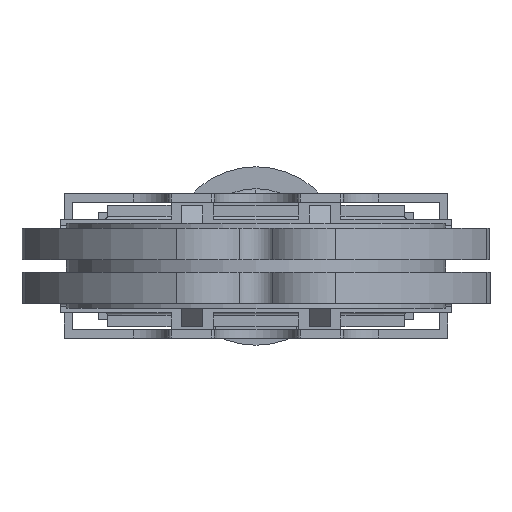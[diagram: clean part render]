
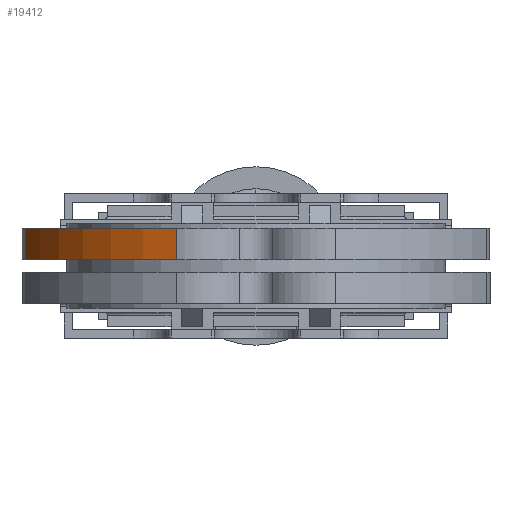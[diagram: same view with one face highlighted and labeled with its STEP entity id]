
A CAD part, front view. The second image highlights one B-rep face of the part: STEP entity #19412.
In plain terms, the highlighted cylindrical face has radius 172.5 mm (diameter 345 mm), a partial arc.
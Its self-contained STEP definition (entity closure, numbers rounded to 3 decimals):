
#1617 = CARTESIAN_POINT ( 'NONE',  ( 0., 0., 0. ) ) ;
#2226 = AXIS2_PLACEMENT_3D ( 'NONE', #11678, #30038, #15601 ) ;
#3225 = CYLINDRICAL_SURFACE ( 'NONE', #2226, 172.5 ) ;
#3321 = DIRECTION ( 'NONE',  ( 0., 0., -1. ) ) ;
#4082 = ORIENTED_EDGE ( 'NONE', *, *, #17141, .T. ) ;
#5274 = ORIENTED_EDGE ( 'NONE', *, *, #18070, .F. ) ;
#6283 = VECTOR ( 'NONE', #3321, 1000. ) ;
#8282 = CIRCLE ( 'NONE', #34130, 172.5 ) ;
#10829 = FACE_OUTER_BOUND ( 'NONE', #35823, .T. ) ;
#11678 = CARTESIAN_POINT ( 'NONE',  ( 0., 0., 22. ) ) ;
#14461 = LINE ( 'NONE', #47945, #6283 ) ;
#14882 = ORIENTED_EDGE ( 'NONE', *, *, #23757, .F. ) ;
#15601 = DIRECTION ( 'NONE',  ( -1., 0., 0. ) ) ;
#15770 = CIRCLE ( 'NONE', #32119, 172.5 ) ;
#17112 = CARTESIAN_POINT ( 'NONE',  ( -163.102, -56.161, 22. ) ) ;
#17141 = EDGE_CURVE ( 'NONE', #27633, #20151, #24982, .T. ) ;
#18070 = EDGE_CURVE ( 'NONE', #42966, #31405, #14461, .T. ) ;
#19412 = ADVANCED_FACE ( 'NONE', ( #10829 ), #3225, .T. ) ;
#20087 = DIRECTION ( 'NONE',  ( 0., 0., 1. ) ) ;
#20151 = VERTEX_POINT ( 'NONE', #38102 ) ;
#21755 = DIRECTION ( 'NONE',  ( 0., 0., 1. ) ) ;
#23757 = EDGE_CURVE ( 'NONE', #27633, #42966, #15770, .T. ) ;
#23980 = DIRECTION ( 'NONE',  ( 1., 0., 0. ) ) ;
#24982 = LINE ( 'NONE', #17112, #45938 ) ;
#26973 = CARTESIAN_POINT ( 'NONE',  ( -56.161, -163.102, 0. ) ) ;
#27633 = VERTEX_POINT ( 'NONE', #40835 ) ;
#30038 = DIRECTION ( 'NONE',  ( 0., 0., -1. ) ) ;
#31405 = VERTEX_POINT ( 'NONE', #26973 ) ;
#31837 = DIRECTION ( 'NONE',  ( 0., 0., -1. ) ) ;
#32119 = AXIS2_PLACEMENT_3D ( 'NONE', #40267, #21755, #44000 ) ;
#32407 = ORIENTED_EDGE ( 'NONE', *, *, #35557, .T. ) ;
#34130 = AXIS2_PLACEMENT_3D ( 'NONE', #1617, #20087, #23980 ) ;
#35557 = EDGE_CURVE ( 'NONE', #20151, #31405, #8282, .T. ) ;
#35823 = EDGE_LOOP ( 'NONE', ( #32407, #5274, #14882, #4082 ) ) ;
#38102 = CARTESIAN_POINT ( 'NONE',  ( -163.102, -56.161, 0. ) ) ;
#40267 = CARTESIAN_POINT ( 'NONE',  ( 0., 0., 22. ) ) ;
#40835 = CARTESIAN_POINT ( 'NONE',  ( -163.102, -56.161, 22. ) ) ;
#42966 = VERTEX_POINT ( 'NONE', #45472 ) ;
#44000 = DIRECTION ( 'NONE',  ( 1., 0., 0. ) ) ;
#45472 = CARTESIAN_POINT ( 'NONE',  ( -56.161, -163.102, 22. ) ) ;
#45938 = VECTOR ( 'NONE', #31837, 1000. ) ;
#47945 = CARTESIAN_POINT ( 'NONE',  ( -56.161, -163.102, 22. ) ) ;
